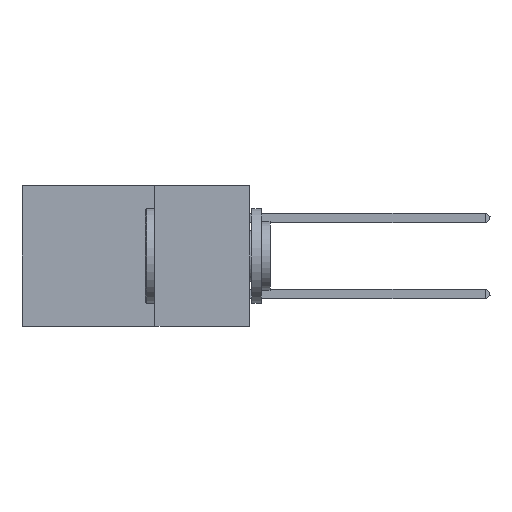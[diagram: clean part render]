
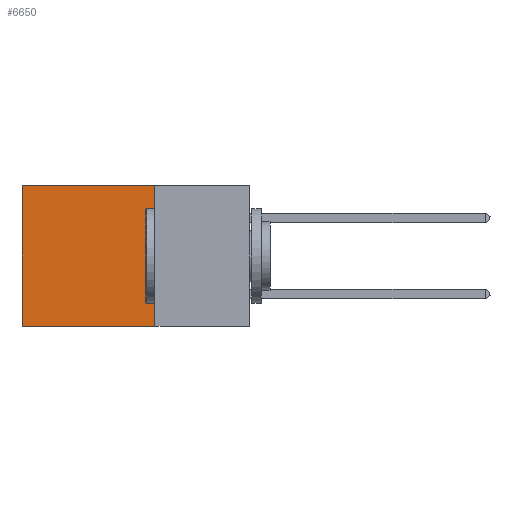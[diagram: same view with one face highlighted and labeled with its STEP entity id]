
A CAD part, left-side view. The second image highlights one B-rep face of the part: STEP entity #6650.
In plain terms, the highlighted planar face has unit normal (-1, 0, 0).
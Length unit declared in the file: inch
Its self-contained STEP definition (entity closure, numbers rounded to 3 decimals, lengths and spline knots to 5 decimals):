
#439 = VECTOR ( 'NONE', #24039, 39.37008 ) ;
#928 = ORIENTED_EDGE ( 'NONE', *, *, #1076, .T. ) ;
#1076 = EDGE_CURVE ( 'NONE', #23171, #15579, #27556, .T. ) ;
#1899 = CARTESIAN_POINT ( 'NONE',  ( 0.2875, 0.6, -0.37 ) ) ;
#2711 = ORIENTED_EDGE ( 'NONE', *, *, #19367, .F. ) ;
#4259 = EDGE_LOOP ( 'NONE', ( #928, #12912, #2711, #18620 ) ) ;
#6650 = ADVANCED_FACE ( 'NONE', ( #21201 ), #24951, .F. ) ;
#6810 = CARTESIAN_POINT ( 'NONE',  ( 0.2875, 0.25, -0.37 ) ) ;
#7252 = CARTESIAN_POINT ( 'NONE',  ( 0.2875, 0.25, 0. ) ) ;
#7686 = CARTESIAN_POINT ( 'NONE',  ( 0.2875, 0.25, 0. ) ) ;
#8352 = DIRECTION ( 'NONE',  ( 0., 0., -1. ) ) ;
#9460 = DIRECTION ( 'NONE',  ( 1., 0., 0. ) ) ;
#10142 = CARTESIAN_POINT ( 'NONE',  ( 0.2875, 0.25, 0. ) ) ;
#10673 = CARTESIAN_POINT ( 'NONE',  ( 0.2875, 0.6, 0. ) ) ;
#11696 = EDGE_CURVE ( 'NONE', #21006, #23171, #19945, .T. ) ;
#12912 = ORIENTED_EDGE ( 'NONE', *, *, #23110, .F. ) ;
#14235 = VECTOR ( 'NONE', #18201, 39.37008 ) ;
#15579 = VERTEX_POINT ( 'NONE', #1899 ) ;
#18201 = DIRECTION ( 'NONE',  ( 0., 1., 0. ) ) ;
#18620 = ORIENTED_EDGE ( 'NONE', *, *, #11696, .T. ) ;
#19027 = CARTESIAN_POINT ( 'NONE',  ( 0.2875, 0.25, 0. ) ) ;
#19367 = EDGE_CURVE ( 'NONE', #21006, #19515, #29164, .T. ) ;
#19437 = VECTOR ( 'NONE', #8352, 39.37008 ) ;
#19515 = VERTEX_POINT ( 'NONE', #6810 ) ;
#19581 = VECTOR ( 'NONE', #27224, 39.37008 ) ;
#19945 = LINE ( 'NONE', #19027, #439 ) ;
#21006 = VERTEX_POINT ( 'NONE', #7686 ) ;
#21201 = FACE_OUTER_BOUND ( 'NONE', #4259, .T. ) ;
#22938 = CARTESIAN_POINT ( 'NONE',  ( 0.2875, 0.25, -0.37 ) ) ;
#23110 = EDGE_CURVE ( 'NONE', #19515, #15579, #28389, .T. ) ;
#23171 = VERTEX_POINT ( 'NONE', #27934 ) ;
#24035 = AXIS2_PLACEMENT_3D ( 'NONE', #7252, #9460, #31529 ) ;
#24039 = DIRECTION ( 'NONE',  ( 0., 1., 0. ) ) ;
#24951 = PLANE ( 'NONE',  #24035 ) ;
#27224 = DIRECTION ( 'NONE',  ( 0., 0., -1. ) ) ;
#27556 = LINE ( 'NONE', #10673, #19437 ) ;
#27934 = CARTESIAN_POINT ( 'NONE',  ( 0.2875, 0.6, 0. ) ) ;
#28389 = LINE ( 'NONE', #22938, #14235 ) ;
#29164 = LINE ( 'NONE', #10142, #19581 ) ;
#31529 = DIRECTION ( 'NONE',  ( 0., 0., -1. ) ) ;
